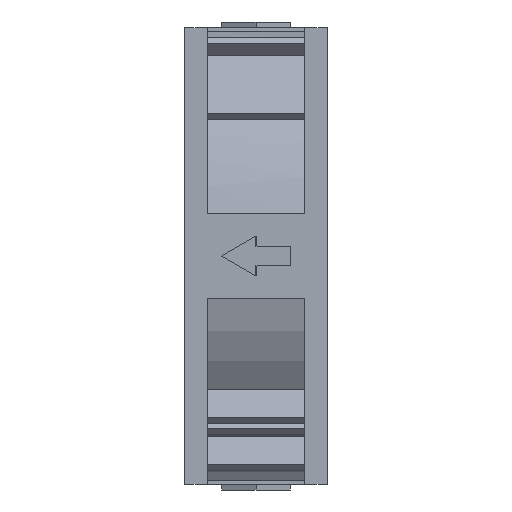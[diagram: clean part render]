
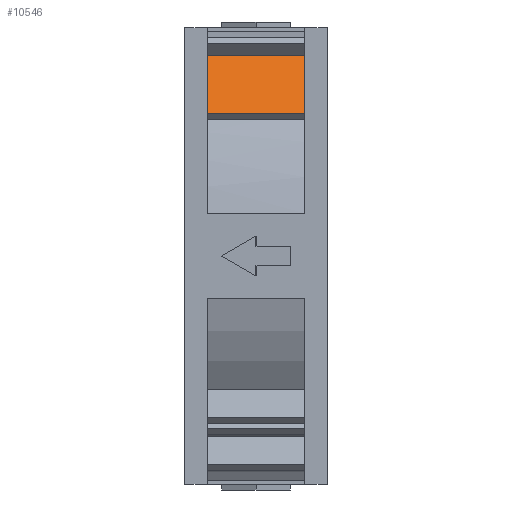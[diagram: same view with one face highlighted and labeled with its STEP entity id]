
A CAD part, left-side view. The second image highlights one B-rep face of the part: STEP entity #10546.
In plain terms, the highlighted planar face has unit normal (-0.707, 0, 0.707).
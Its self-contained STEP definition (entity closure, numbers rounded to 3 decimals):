
#167 = PLANE('',#168);
#168 = AXIS2_PLACEMENT_3D('',#169,#170,#171);
#169 = CARTESIAN_POINT('',(61.13,362.,297.13));
#170 = DIRECTION('',(0.,-1.,0.));
#171 = DIRECTION('',(0.,0.,-1.));
#217 = PLANE('',#218);
#218 = AXIS2_PLACEMENT_3D('',#219,#220,#221);
#219 = CARTESIAN_POINT('',(61.13,345.,336.37));
#220 = DIRECTION('',(0.,1.,0.));
#221 = DIRECTION('',(0.,0.,1.));
#5481 = EDGE_CURVE('',#5482,#5484,#5486,.T.);
#5482 = VERTEX_POINT('',#5483);
#5483 = CARTESIAN_POINT('',(68.282,362.,317.904));
#5484 = VERTEX_POINT('',#5485);
#5485 = CARTESIAN_POINT('',(68.282,345.,317.904));
#5486 = SURFACE_CURVE('',#5487,(#5490,#5501),.PCURVE_S1.);
#5487 = B_SPLINE_CURVE_WITH_KNOTS('',1,(#5488,#5489),.UNSPECIFIED.,.F.,
  .F.,(2,2),(-17.,0.),.PIECEWISE_BEZIER_KNOTS.);
#5488 = CARTESIAN_POINT('',(68.282,362.,317.904));
#5489 = CARTESIAN_POINT('',(68.282,345.,317.904));
#5490 = PCURVE('',#5491,#5496);
#5491 = PLANE('',#5492);
#5492 = AXIS2_PLACEMENT_3D('',#5493,#5494,#5495);
#5493 = CARTESIAN_POINT('',(68.056,363.82,318.13));
#5494 = DIRECTION('',(-0.707,0.,-0.707)
  );
#5495 = DIRECTION('',(0.707,0.,-0.707
    ));
#5496 = DEFINITIONAL_REPRESENTATION('',(#5497),#5500);
#5497 = B_SPLINE_CURVE_WITH_KNOTS('',1,(#5498,#5499),.UNSPECIFIED.,.F.,
  .F.,(2,2),(-17.,0.),.PIECEWISE_BEZIER_KNOTS.);
#5498 = CARTESIAN_POINT('',(0.32,1.82));
#5499 = CARTESIAN_POINT('',(0.32,18.82));
#5500 = ( GEOMETRIC_REPRESENTATION_CONTEXT(2) 
PARAMETRIC_REPRESENTATION_CONTEXT() REPRESENTATION_CONTEXT('2D SPACE',''
  ) );
#5501 = PCURVE('',#5502,#5507);
#5502 = PLANE('',#5503);
#5503 = AXIS2_PLACEMENT_3D('',#5504,#5505,#5506);
#5504 = CARTESIAN_POINT('',(67.137,343.18,316.759));
#5505 = DIRECTION('',(-0.707,0.,0.707)
  );
#5506 = DIRECTION('',(0.707,0.,0.707)
  );
#5507 = DEFINITIONAL_REPRESENTATION('',(#5508),#5511);
#5508 = B_SPLINE_CURVE_WITH_KNOTS('',1,(#5509,#5510),.UNSPECIFIED.,.F.,
  .F.,(2,2),(-17.,0.),.PIECEWISE_BEZIER_KNOTS.);
#5509 = CARTESIAN_POINT('',(1.62,18.82));
#5510 = CARTESIAN_POINT('',(1.62,1.82));
#5511 = ( GEOMETRIC_REPRESENTATION_CONTEXT(2) 
PARAMETRIC_REPRESENTATION_CONTEXT() REPRESENTATION_CONTEXT('2D SPACE',''
  ) );
#6575 = EDGE_CURVE('',#5484,#6576,#6578,.T.);
#6576 = VERTEX_POINT('',#6577);
#6577 = CARTESIAN_POINT('',(78.536,345.,328.157));
#6578 = SURFACE_CURVE('',#6579,(#6582,#6588),.PCURVE_S1.);
#6579 = B_SPLINE_CURVE_WITH_KNOTS('',1,(#6580,#6581),.UNSPECIFIED.,.F.,
  .F.,(2,2),(0.,14.5),.PIECEWISE_BEZIER_KNOTS.);
#6580 = CARTESIAN_POINT('',(68.282,345.,317.904));
#6581 = CARTESIAN_POINT('',(78.536,345.,328.157));
#6582 = PCURVE('',#217,#6583);
#6583 = DEFINITIONAL_REPRESENTATION('',(#6584),#6587);
#6584 = B_SPLINE_CURVE_WITH_KNOTS('',1,(#6585,#6586),.UNSPECIFIED.,.F.,
  .F.,(2,2),(0.,14.5),.PIECEWISE_BEZIER_KNOTS.);
#6585 = CARTESIAN_POINT('',(-18.466,7.152));
#6586 = CARTESIAN_POINT('',(-8.213,17.406));
#6587 = ( GEOMETRIC_REPRESENTATION_CONTEXT(2) 
PARAMETRIC_REPRESENTATION_CONTEXT() REPRESENTATION_CONTEXT('2D SPACE',''
  ) );
#6588 = PCURVE('',#5502,#6589);
#6589 = DEFINITIONAL_REPRESENTATION('',(#6590),#6593);
#6590 = B_SPLINE_CURVE_WITH_KNOTS('',1,(#6591,#6592),.UNSPECIFIED.,.F.,
  .F.,(2,2),(0.,14.5),.PIECEWISE_BEZIER_KNOTS.);
#6591 = CARTESIAN_POINT('',(1.62,1.82));
#6592 = CARTESIAN_POINT('',(16.12,1.82));
#6593 = ( GEOMETRIC_REPRESENTATION_CONTEXT(2) 
PARAMETRIC_REPRESENTATION_CONTEXT() REPRESENTATION_CONTEXT('2D SPACE',''
  ) );
#6647 = PLANE('',#6648);
#6648 = AXIS2_PLACEMENT_3D('',#6649,#6650,#6651);
#6649 = CARTESIAN_POINT('',(76.082,363.82,330.61));
#6650 = DIRECTION('',(-0.707,0.,-0.707)
  );
#6651 = DIRECTION('',(-0.707,0.,0.707)
  );
#6888 = EDGE_CURVE('',#6889,#5482,#6891,.T.);
#6889 = VERTEX_POINT('',#6890);
#6890 = CARTESIAN_POINT('',(78.536,362.,328.157));
#6891 = SURFACE_CURVE('',#6892,(#6895,#6901),.PCURVE_S1.);
#6892 = B_SPLINE_CURVE_WITH_KNOTS('',1,(#6893,#6894),.UNSPECIFIED.,.F.,
  .F.,(2,2),(-14.5,0.),.PIECEWISE_BEZIER_KNOTS.);
#6893 = CARTESIAN_POINT('',(78.536,362.,328.157));
#6894 = CARTESIAN_POINT('',(68.282,362.,317.904));
#6895 = PCURVE('',#167,#6896);
#6896 = DEFINITIONAL_REPRESENTATION('',(#6897),#6900);
#6897 = B_SPLINE_CURVE_WITH_KNOTS('',1,(#6898,#6899),.UNSPECIFIED.,.F.,
  .F.,(2,2),(-14.5,0.),.PIECEWISE_BEZIER_KNOTS.);
#6898 = CARTESIAN_POINT('',(-31.027,17.406));
#6899 = CARTESIAN_POINT('',(-20.774,7.152));
#6900 = ( GEOMETRIC_REPRESENTATION_CONTEXT(2) 
PARAMETRIC_REPRESENTATION_CONTEXT() REPRESENTATION_CONTEXT('2D SPACE',''
  ) );
#6901 = PCURVE('',#5502,#6902);
#6902 = DEFINITIONAL_REPRESENTATION('',(#6903),#6906);
#6903 = B_SPLINE_CURVE_WITH_KNOTS('',1,(#6904,#6905),.UNSPECIFIED.,.F.,
  .F.,(2,2),(-14.5,0.),.PIECEWISE_BEZIER_KNOTS.);
#6904 = CARTESIAN_POINT('',(16.12,18.82));
#6905 = CARTESIAN_POINT('',(1.62,18.82));
#6906 = ( GEOMETRIC_REPRESENTATION_CONTEXT(2) 
PARAMETRIC_REPRESENTATION_CONTEXT() REPRESENTATION_CONTEXT('2D SPACE',''
  ) );
#10529 = EDGE_CURVE('',#6576,#6889,#10530,.T.);
#10530 = SURFACE_CURVE('',#10531,(#10534,#10540),.PCURVE_S1.);
#10531 = B_SPLINE_CURVE_WITH_KNOTS('',1,(#10532,#10533),.UNSPECIFIED.,
  .F.,.F.,(2,2),(0.,17.),.PIECEWISE_BEZIER_KNOTS.);
#10532 = CARTESIAN_POINT('',(78.536,345.,328.157));
#10533 = CARTESIAN_POINT('',(78.536,362.,328.157));
#10534 = PCURVE('',#6647,#10535);
#10535 = DEFINITIONAL_REPRESENTATION('',(#10536),#10539);
#10536 = B_SPLINE_CURVE_WITH_KNOTS('',1,(#10537,#10538),.UNSPECIFIED.,
  .F.,.F.,(2,2),(0.,17.),.PIECEWISE_BEZIER_KNOTS.);
#10537 = CARTESIAN_POINT('',(-3.47,-18.82));
#10538 = CARTESIAN_POINT('',(-3.47,-1.82));
#10539 = ( GEOMETRIC_REPRESENTATION_CONTEXT(2) 
PARAMETRIC_REPRESENTATION_CONTEXT() REPRESENTATION_CONTEXT('2D SPACE',''
  ) );
#10540 = PCURVE('',#5502,#10541);
#10541 = DEFINITIONAL_REPRESENTATION('',(#10542),#10545);
#10542 = B_SPLINE_CURVE_WITH_KNOTS('',1,(#10543,#10544),.UNSPECIFIED.,
  .F.,.F.,(2,2),(0.,17.),.PIECEWISE_BEZIER_KNOTS.);
#10543 = CARTESIAN_POINT('',(16.12,1.82));
#10544 = CARTESIAN_POINT('',(16.12,18.82));
#10545 = ( GEOMETRIC_REPRESENTATION_CONTEXT(2) 
PARAMETRIC_REPRESENTATION_CONTEXT() REPRESENTATION_CONTEXT('2D SPACE',''
  ) );
#10546 = ADVANCED_FACE('',(#10547),#5502,.T.);
#10547 = FACE_BOUND('',#10548,.T.);
#10548 = EDGE_LOOP('',(#10549,#10550,#10551,#10552));
#10549 = ORIENTED_EDGE('',*,*,#10529,.T.);
#10550 = ORIENTED_EDGE('',*,*,#6888,.T.);
#10551 = ORIENTED_EDGE('',*,*,#5481,.T.);
#10552 = ORIENTED_EDGE('',*,*,#6575,.T.);
